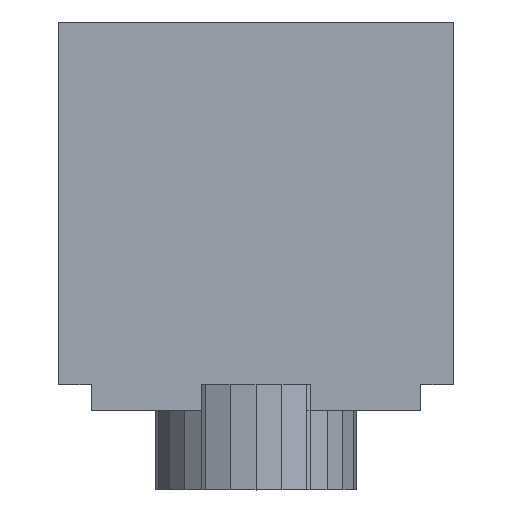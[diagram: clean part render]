
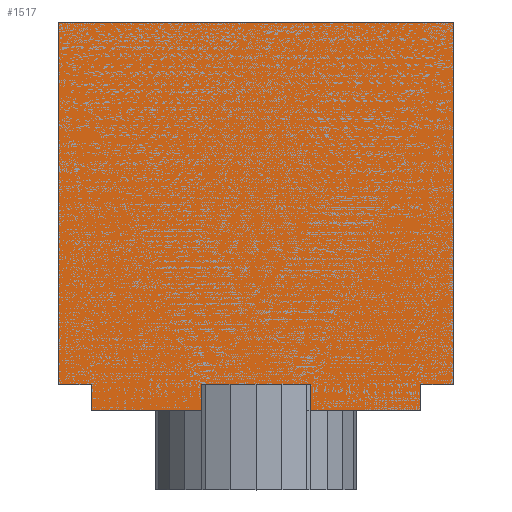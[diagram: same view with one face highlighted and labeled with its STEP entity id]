
A CAD part, top view. The second image highlights one B-rep face of the part: STEP entity #1517.
In plain terms, the highlighted planar face has unit normal (0, 0, 1).
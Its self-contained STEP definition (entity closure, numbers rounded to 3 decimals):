
#1517 = ADVANCED_FACE('',(#1518),#1616,.T.);
#1518 = FACE_BOUND('',#1519,.T.);
#1519 = EDGE_LOOP('',(#1520,#1530,#1538,#1546,#1554,#1562,#1570,#1578,
    #1586,#1594,#1602,#1610));
#1520 = ORIENTED_EDGE('',*,*,#1521,.F.);
#1521 = EDGE_CURVE('',#1522,#1524,#1526,.T.);
#1522 = VERTEX_POINT('',#1523);
#1523 = CARTESIAN_POINT('',(6.,-3.48,
    5.1));
#1524 = VERTEX_POINT('',#1525);
#1525 = CARTESIAN_POINT('',(5.,-3.48,
    5.1));
#1526 = LINE('',#1527,#1528);
#1527 = CARTESIAN_POINT('',(6.,-3.48,
    5.1));
#1528 = VECTOR('',#1529,1.);
#1529 = DIRECTION('',(-1.,0.,0.));
#1530 = ORIENTED_EDGE('',*,*,#1531,.F.);
#1531 = EDGE_CURVE('',#1532,#1522,#1534,.T.);
#1532 = VERTEX_POINT('',#1533);
#1533 = CARTESIAN_POINT('',(6.,7.52,5.1
    ));
#1534 = LINE('',#1535,#1536);
#1535 = CARTESIAN_POINT('',(6.,7.52,5.1
    ));
#1536 = VECTOR('',#1537,1.);
#1537 = DIRECTION('',(0.,-1.,0.));
#1538 = ORIENTED_EDGE('',*,*,#1539,.F.);
#1539 = EDGE_CURVE('',#1540,#1532,#1542,.T.);
#1540 = VERTEX_POINT('',#1541);
#1541 = CARTESIAN_POINT('',(-6.,7.52,
    5.1));
#1542 = LINE('',#1543,#1544);
#1543 = CARTESIAN_POINT('',(-6.,7.52,
    5.1));
#1544 = VECTOR('',#1545,1.);
#1545 = DIRECTION('',(1.,0.,0.));
#1546 = ORIENTED_EDGE('',*,*,#1547,.F.);
#1547 = EDGE_CURVE('',#1548,#1540,#1550,.T.);
#1548 = VERTEX_POINT('',#1549);
#1549 = CARTESIAN_POINT('',(-6.,-3.48,
    5.1));
#1550 = LINE('',#1551,#1552);
#1551 = CARTESIAN_POINT('',(-6.,-3.48,
    5.1));
#1552 = VECTOR('',#1553,1.);
#1553 = DIRECTION('',(0.,1.,0.));
#1554 = ORIENTED_EDGE('',*,*,#1555,.T.);
#1555 = EDGE_CURVE('',#1548,#1556,#1558,.T.);
#1556 = VERTEX_POINT('',#1557);
#1557 = CARTESIAN_POINT('',(-5.,-3.48,
    5.1));
#1558 = LINE('',#1559,#1560);
#1559 = CARTESIAN_POINT('',(-6.,-3.48,
    5.1));
#1560 = VECTOR('',#1561,1.);
#1561 = DIRECTION('',(1.,0.,0.));
#1562 = ORIENTED_EDGE('',*,*,#1563,.T.);
#1563 = EDGE_CURVE('',#1556,#1564,#1566,.T.);
#1564 = VERTEX_POINT('',#1565);
#1565 = CARTESIAN_POINT('',(-5.,-4.28,
    5.1));
#1566 = LINE('',#1567,#1568);
#1567 = CARTESIAN_POINT('',(-5.,-3.48,
    5.1));
#1568 = VECTOR('',#1569,1.);
#1569 = DIRECTION('',(0.,-1.,0.));
#1570 = ORIENTED_EDGE('',*,*,#1571,.F.);
#1571 = EDGE_CURVE('',#1572,#1564,#1574,.T.);
#1572 = VERTEX_POINT('',#1573);
#1573 = CARTESIAN_POINT('',(-1.644,-4.28,
    5.1));
#1574 = LINE('',#1575,#1576);
#1575 = CARTESIAN_POINT('',(-1.644,-4.28,
    5.1));
#1576 = VECTOR('',#1577,1.);
#1577 = DIRECTION('',(-1.,0.,0.));
#1578 = ORIENTED_EDGE('',*,*,#1579,.F.);
#1579 = EDGE_CURVE('',#1580,#1572,#1582,.T.);
#1580 = VERTEX_POINT('',#1581);
#1581 = CARTESIAN_POINT('',(-1.644,-3.48,
    5.1));
#1582 = LINE('',#1583,#1584);
#1583 = CARTESIAN_POINT('',(-1.644,-3.48,
    5.1));
#1584 = VECTOR('',#1585,1.);
#1585 = DIRECTION('',(0.,-1.,0.));
#1586 = ORIENTED_EDGE('',*,*,#1587,.F.);
#1587 = EDGE_CURVE('',#1588,#1580,#1590,.T.);
#1588 = VERTEX_POINT('',#1589);
#1589 = CARTESIAN_POINT('',(1.644,-3.48,
    5.1));
#1590 = LINE('',#1591,#1592);
#1591 = CARTESIAN_POINT('',(1.644,-3.48,
    5.1));
#1592 = VECTOR('',#1593,1.);
#1593 = DIRECTION('',(-1.,0.,0.));
#1594 = ORIENTED_EDGE('',*,*,#1595,.F.);
#1595 = EDGE_CURVE('',#1596,#1588,#1598,.T.);
#1596 = VERTEX_POINT('',#1597);
#1597 = CARTESIAN_POINT('',(1.644,-4.28,
    5.1));
#1598 = LINE('',#1599,#1600);
#1599 = CARTESIAN_POINT('',(1.644,-4.28,
    5.1));
#1600 = VECTOR('',#1601,1.);
#1601 = DIRECTION('',(0.,1.,0.));
#1602 = ORIENTED_EDGE('',*,*,#1603,.F.);
#1603 = EDGE_CURVE('',#1604,#1596,#1606,.T.);
#1604 = VERTEX_POINT('',#1605);
#1605 = CARTESIAN_POINT('',(5.,-4.28,
    5.1));
#1606 = LINE('',#1607,#1608);
#1607 = CARTESIAN_POINT('',(5.,-4.28,
    5.1));
#1608 = VECTOR('',#1609,1.);
#1609 = DIRECTION('',(-1.,0.,0.));
#1610 = ORIENTED_EDGE('',*,*,#1611,.F.);
#1611 = EDGE_CURVE('',#1524,#1604,#1612,.T.);
#1612 = LINE('',#1613,#1614);
#1613 = CARTESIAN_POINT('',(5.,-3.48,
    5.1));
#1614 = VECTOR('',#1615,1.);
#1615 = DIRECTION('',(0.,-1.,0.));
#1616 = PLANE('',#1617);
#1617 = AXIS2_PLACEMENT_3D('',#1618,#1619,#1620);
#1618 = CARTESIAN_POINT('',(6.,-3.48,
    5.1));
#1619 = DIRECTION('',(0.,-0.,1.));
#1620 = DIRECTION('',(1.,0.,0.));
